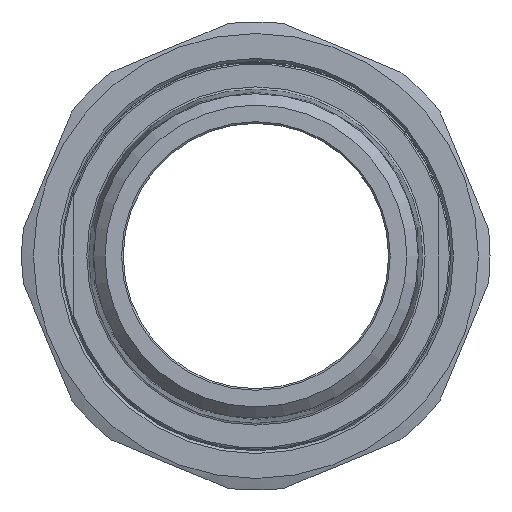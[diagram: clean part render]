
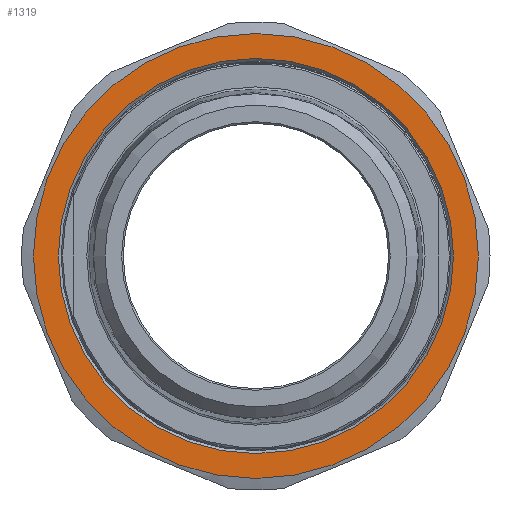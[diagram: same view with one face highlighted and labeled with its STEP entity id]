
A CAD part, left-side view. The second image highlights one B-rep face of the part: STEP entity #1319.
In plain terms, the highlighted planar face has unit normal (-1, 0, 0).
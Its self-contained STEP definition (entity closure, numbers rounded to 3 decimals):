
#47=FACE_BOUND('',#238,.T.);
#113=PLANE('',#1497);
#155=FACE_OUTER_BOUND('',#237,.T.);
#237=EDGE_LOOP('',(#984));
#238=EDGE_LOOP('',(#985));
#460=CIRCLE('',#1487,40.25);
#461=CIRCLE('',#1492,35.75);
#588=VERTEX_POINT('',#2258);
#589=VERTEX_POINT('',#2265);
#738=EDGE_CURVE('',#588,#588,#460,.T.);
#739=EDGE_CURVE('',#589,#589,#461,.T.);
#984=ORIENTED_EDGE('',*,*,#738,.T.);
#985=ORIENTED_EDGE('',*,*,#739,.F.);
#1319=ADVANCED_FACE('',(#155,#47),#113,.F.);
#1487=AXIS2_PLACEMENT_3D('',#2260,#1740,#1741);
#1492=AXIS2_PLACEMENT_3D('',#2266,#1750,#1751);
#1497=AXIS2_PLACEMENT_3D('',#2276,#1762,#1763);
#1740=DIRECTION('center_axis',(-1.,0.,0.));
#1741=DIRECTION('ref_axis',(0.,1.,0.));
#1750=DIRECTION('center_axis',(-1.,0.,0.));
#1751=DIRECTION('ref_axis',(0.,-1.,0.));
#1762=DIRECTION('center_axis',(1.,0.,0.));
#1763=DIRECTION('ref_axis',(0.,0.,-1.));
#2258=CARTESIAN_POINT('',(-23.,-40.25,0.));
#2260=CARTESIAN_POINT('Origin',(-23.,0.,0.));
#2265=CARTESIAN_POINT('',(-23.,35.75,0.));
#2266=CARTESIAN_POINT('Origin',(-23.,0.,0.));
#2276=CARTESIAN_POINT('Origin',(-23.,0.,0.));
